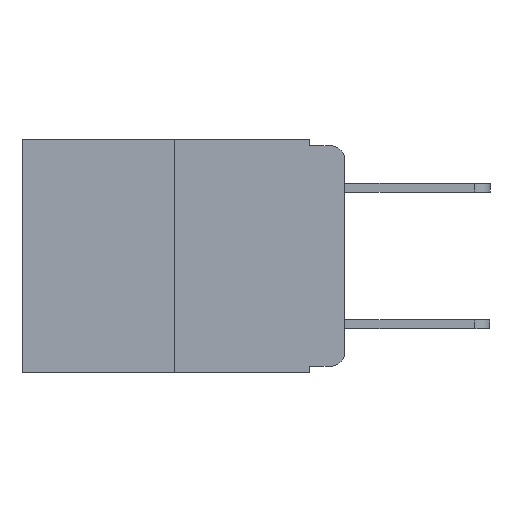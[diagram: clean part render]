
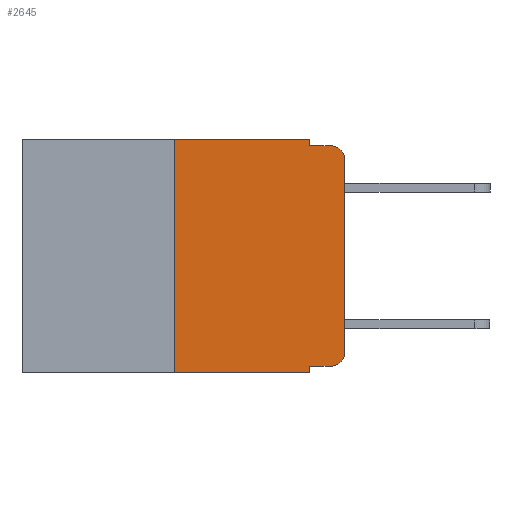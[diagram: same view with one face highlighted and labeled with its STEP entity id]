
A CAD part, left-side view. The second image highlights one B-rep face of the part: STEP entity #2645.
In plain terms, the highlighted planar face has unit normal (-1, 0, 0).
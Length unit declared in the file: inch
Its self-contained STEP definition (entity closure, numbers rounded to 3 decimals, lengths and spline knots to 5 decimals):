
#1185 = LINE ( 'NONE', #5546, #8530 ) ;
#1264 = VERTEX_POINT ( 'NONE', #9193 ) ;
#1319 = DIRECTION ( 'NONE',  ( -1., 0., 0. ) ) ;
#1476 = VECTOR ( 'NONE', #2569, 39.37008 ) ;
#1516 = ORIENTED_EDGE ( 'NONE', *, *, #7702, .T. ) ;
#1571 = CARTESIAN_POINT ( 'NONE',  ( 0., 0.051, 0. ) ) ;
#2039 = DIRECTION ( 'NONE',  ( 0., -1., 0. ) ) ;
#2155 = CARTESIAN_POINT ( 'NONE',  ( 0., 0.051, -0.333 ) ) ;
#2292 = CARTESIAN_POINT ( 'NONE',  ( 0., 0.25, 0. ) ) ;
#2569 = DIRECTION ( 'NONE',  ( 0., 0., 1. ) ) ;
#2574 = VECTOR ( 'NONE', #15974, 39.37008 ) ;
#2583 = EDGE_CURVE ( 'NONE', #17207, #9851, #15924, .T. ) ;
#2645 = ADVANCED_FACE ( 'NONE', ( #12498 ), #14883, .F. ) ;
#3082 = VECTOR ( 'NONE', #13045, 39.37008 ) ;
#3233 = LINE ( 'NONE', #6418, #6697 ) ;
#3624 = EDGE_CURVE ( 'NONE', #14193, #1264, #9273, .T. ) ;
#3723 = LINE ( 'NONE', #2155, #11049 ) ;
#3753 = EDGE_CURVE ( 'NONE', #7652, #10710, #11317, .T. ) ;
#3949 = EDGE_CURVE ( 'NONE', #9851, #10033, #3233, .T. ) ;
#4291 = CARTESIAN_POINT ( 'NONE',  ( 0., 0.25, 0. ) ) ;
#4668 = CARTESIAN_POINT ( 'NONE',  ( 0., 0.473, 0. ) ) ;
#5126 = DIRECTION ( 'NONE',  ( 0., -1., 0. ) ) ;
#5343 = CARTESIAN_POINT ( 'NONE',  ( 0., 0.02, -0.313 ) ) ;
#5464 = CARTESIAN_POINT ( 'NONE',  ( 0., 0., 0. ) ) ;
#5546 = CARTESIAN_POINT ( 'NONE',  ( 0., 0.051, 0. ) ) ;
#6147 = DIRECTION ( 'NONE',  ( 1., 0., 0. ) ) ;
#6418 = CARTESIAN_POINT ( 'NONE',  ( 0., 0.051, -0.01 ) ) ;
#6697 = VECTOR ( 'NONE', #2039, 39.37008 ) ;
#6815 = DIRECTION ( 'NONE',  ( 0., 0., -1. ) ) ;
#7260 = CARTESIAN_POINT ( 'NONE',  ( 0., 0.473, -0.343 ) ) ;
#7632 = ORIENTED_EDGE ( 'NONE', *, *, #15536, .T. ) ;
#7652 = VERTEX_POINT ( 'NONE', #9910 ) ;
#7702 = EDGE_CURVE ( 'NONE', #1264, #10033, #10155, .T. ) ;
#8085 = CARTESIAN_POINT ( 'NONE',  ( 0., 0.473, 0. ) ) ;
#8090 = ORIENTED_EDGE ( 'NONE', *, *, #3753, .F. ) ;
#8431 = EDGE_CURVE ( 'NONE', #7652, #13613, #17671, .T. ) ;
#8530 = VECTOR ( 'NONE', #9882, 39.37008 ) ;
#9193 = CARTESIAN_POINT ( 'NONE',  ( 0., 0., -0.03 ) ) ;
#9273 = LINE ( 'NONE', #5464, #1476 ) ;
#9851 = VERTEX_POINT ( 'NONE', #16251 ) ;
#9882 = DIRECTION ( 'NONE',  ( 0., 0., -1. ) ) ;
#9910 = CARTESIAN_POINT ( 'NONE',  ( 0., 0.25, -0.343 ) ) ;
#9996 = VERTEX_POINT ( 'NONE', #15166 ) ;
#10033 = VERTEX_POINT ( 'NONE', #16687 ) ;
#10080 = ORIENTED_EDGE ( 'NONE', *, *, #11093, .F. ) ;
#10088 = CARTESIAN_POINT ( 'NONE',  ( 0., 0.02, -0.03 ) ) ;
#10147 = EDGE_CURVE ( 'NONE', #17702, #14193, #11002, .T. ) ;
#10155 = CIRCLE ( 'NONE', #13443, 0.02 ) ;
#10507 = CARTESIAN_POINT ( 'NONE',  ( 0., 0., -0.313 ) ) ;
#10710 = VERTEX_POINT ( 'NONE', #2292 ) ;
#11002 = CIRCLE ( 'NONE', #16377, 0.02 ) ;
#11049 = VECTOR ( 'NONE', #12442, 39.37008 ) ;
#11093 = EDGE_CURVE ( 'NONE', #10710, #17207, #17817, .T. ) ;
#11317 = LINE ( 'NONE', #4291, #3082 ) ;
#11537 = DIRECTION ( 'NONE',  ( 0., 0., -1. ) ) ;
#12033 = VECTOR ( 'NONE', #14753, 39.37008 ) ;
#12442 = DIRECTION ( 'NONE',  ( 0., -1., 0. ) ) ;
#12498 = FACE_OUTER_BOUND ( 'NONE', #18722, .T. ) ;
#12594 = ORIENTED_EDGE ( 'NONE', *, *, #16340, .F. ) ;
#13045 = DIRECTION ( 'NONE',  ( 0., 0., 1. ) ) ;
#13443 = AXIS2_PLACEMENT_3D ( 'NONE', #10088, #1319, #11537 ) ;
#13613 = VERTEX_POINT ( 'NONE', #16897 ) ;
#14193 = VERTEX_POINT ( 'NONE', #10507 ) ;
#14426 = ORIENTED_EDGE ( 'NONE', *, *, #10147, .T. ) ;
#14753 = DIRECTION ( 'NONE',  ( 0., 0., -1. ) ) ;
#14883 = PLANE ( 'NONE',  #16788 ) ;
#15166 = CARTESIAN_POINT ( 'NONE',  ( 0., 0.051, -0.333 ) ) ;
#15536 = EDGE_CURVE ( 'NONE', #9996, #17702, #3723, .T. ) ;
#15541 = DIRECTION ( 'NONE',  ( -1., 0., 0. ) ) ;
#15642 = CARTESIAN_POINT ( 'NONE',  ( 0., 0.051, 0. ) ) ;
#15924 = LINE ( 'NONE', #1571, #12033 ) ;
#15974 = DIRECTION ( 'NONE',  ( 0., -1., 0. ) ) ;
#16251 = CARTESIAN_POINT ( 'NONE',  ( 0., 0.051, -0.01 ) ) ;
#16331 = DIRECTION ( 'NONE',  ( 0., 0., -1. ) ) ;
#16340 = EDGE_CURVE ( 'NONE', #9996, #13613, #1185, .T. ) ;
#16377 = AXIS2_PLACEMENT_3D ( 'NONE', #5343, #15541, #6815 ) ;
#16550 = ORIENTED_EDGE ( 'NONE', *, *, #3949, .F. ) ;
#16687 = CARTESIAN_POINT ( 'NONE',  ( 0., 0.02, -0.01 ) ) ;
#16788 = AXIS2_PLACEMENT_3D ( 'NONE', #4668, #6147, #16331 ) ;
#16897 = CARTESIAN_POINT ( 'NONE',  ( 0., 0.051, -0.343 ) ) ;
#17207 = VERTEX_POINT ( 'NONE', #15642 ) ;
#17366 = VECTOR ( 'NONE', #5126, 39.37008 ) ;
#17671 = LINE ( 'NONE', #7260, #2574 ) ;
#17702 = VERTEX_POINT ( 'NONE', #18325 ) ;
#17817 = LINE ( 'NONE', #8085, #17366 ) ;
#17880 = ORIENTED_EDGE ( 'NONE', *, *, #2583, .F. ) ;
#17961 = ORIENTED_EDGE ( 'NONE', *, *, #8431, .T. ) ;
#18325 = CARTESIAN_POINT ( 'NONE',  ( 0., 0.02, -0.333 ) ) ;
#18428 = ORIENTED_EDGE ( 'NONE', *, *, #3624, .T. ) ;
#18722 = EDGE_LOOP ( 'NONE', ( #18428, #1516, #16550, #17880, #10080, #8090, #17961, #12594, #7632, #14426 ) ) ;
